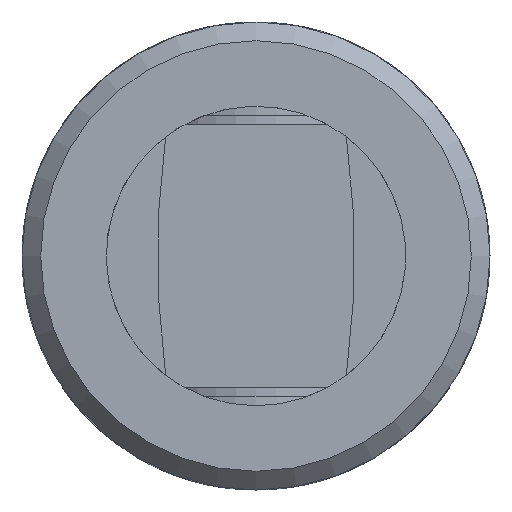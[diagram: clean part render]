
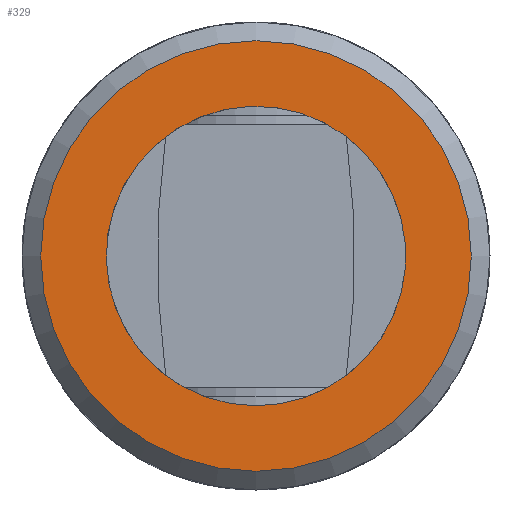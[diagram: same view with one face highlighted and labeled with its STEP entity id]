
A CAD part, left-side view. The second image highlights one B-rep face of the part: STEP entity #329.
In plain terms, the highlighted planar face has unit normal (-1, 0, 0).
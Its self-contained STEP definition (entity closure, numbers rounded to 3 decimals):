
#329 = ADVANCED_FACE( '', ( #647, #648 ), #649, .F. );
#647 = FACE_OUTER_BOUND( '', #939, .T. );
#648 = FACE_BOUND( '', #940, .T. );
#649 = PLANE( '', #941 );
#939 = EDGE_LOOP( '', ( #1532 ) );
#940 = EDGE_LOOP( '', ( #1533 ) );
#941 = AXIS2_PLACEMENT_3D( '', #1534, #1535, #1536 );
#1532 = ORIENTED_EDGE( '', *, *, #1775, .F. );
#1533 = ORIENTED_EDGE( '', *, *, #1737, .T. );
#1534 = CARTESIAN_POINT( '', ( 0., 0., 0. ) );
#1535 = DIRECTION( '', ( 1., 0., 0. ) );
#1536 = DIRECTION( '', ( 0., 0., -1. ) );
#1737 = EDGE_CURVE( '', #2060, #2060, #2061, .T. );
#1775 = EDGE_CURVE( '', #2103, #2103, #2104, .T. );
#2060 = VERTEX_POINT( '', #3212 );
#2061 = CIRCLE( '', #3213, 8. );
#2103 = VERTEX_POINT( '', #3400 );
#2104 = CIRCLE( '', #3401, 11.5 );
#3212 = CARTESIAN_POINT( '', ( 0., 0., -8. ) );
#3213 = AXIS2_PLACEMENT_3D( '', #3604, #3605, #3606 );
#3400 = CARTESIAN_POINT( '', ( 0., 0., -11.5 ) );
#3401 = AXIS2_PLACEMENT_3D( '', #3628, #3629, #3630 );
#3604 = CARTESIAN_POINT( '', ( 0., 0., 0. ) );
#3605 = DIRECTION( '', ( 1., 0., 0. ) );
#3606 = DIRECTION( '', ( 0., 0., -1. ) );
#3628 = CARTESIAN_POINT( '', ( 0., 0., 0. ) );
#3629 = DIRECTION( '', ( 1., 0., 0. ) );
#3630 = DIRECTION( '', ( 0., 0., -1. ) );
